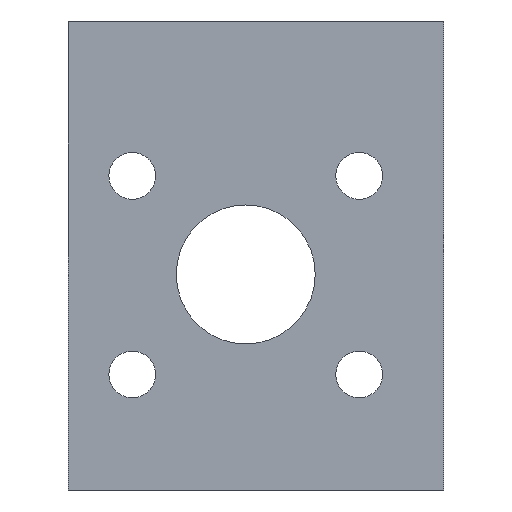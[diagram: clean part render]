
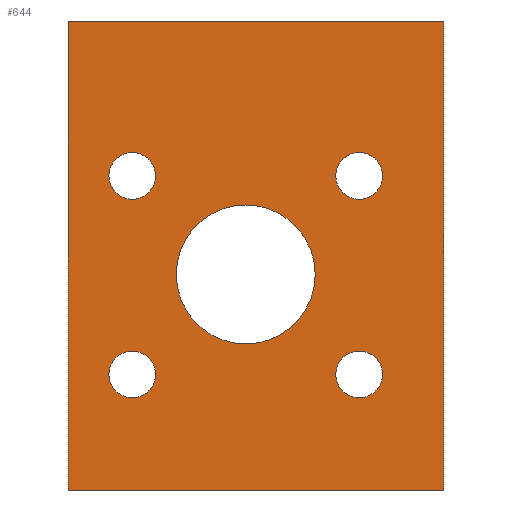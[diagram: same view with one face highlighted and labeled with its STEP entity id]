
A CAD part, front view. The second image highlights one B-rep face of the part: STEP entity #644.
In plain terms, the highlighted planar face has unit normal (0, -1, 0).
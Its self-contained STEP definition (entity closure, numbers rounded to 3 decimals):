
#7 = CARTESIAN_POINT ( 'NONE',  ( 4.526, 0., -24.85 ) ) ;
#16 = DIRECTION ( 'NONE',  ( 0., 0., 1. ) ) ;
#21 = ORIENTED_EDGE ( 'NONE', *, *, #67, .T. ) ;
#33 = EDGE_CURVE ( 'NONE', #156, #126, #344, .T. ) ;
#36 = EDGE_LOOP ( 'NONE', ( #91, #266 ) ) ;
#41 = FACE_BOUND ( 'NONE', #36, .T. ) ;
#46 = CARTESIAN_POINT ( 'NONE',  ( 12.526, 0., -17.8 ) ) ;
#48 = CARTESIAN_POINT ( 'NONE',  ( 26.5, 0., 0. ) ) ;
#54 = CARTESIAN_POINT ( 'NONE',  ( 20.526, 0., -10.85 ) ) ;
#55 = CIRCLE ( 'NONE', #330, 1.65 ) ;
#56 = VECTOR ( 'NONE', #140, 1000. ) ;
#58 = DIRECTION ( 'NONE',  ( 0., 0., 1. ) ) ;
#59 = LINE ( 'NONE', #388, #497 ) ;
#67 = EDGE_CURVE ( 'NONE', #624, #493, #424, .T. ) ;
#74 = DIRECTION ( 'NONE',  ( 0., 1., 0. ) ) ;
#77 = DIRECTION ( 'NONE',  ( 0., 0., 1. ) ) ;
#80 = AXIS2_PLACEMENT_3D ( 'NONE', #54, #512, #635 ) ;
#91 = ORIENTED_EDGE ( 'NONE', *, *, #33, .T. ) ;
#98 = FACE_OUTER_BOUND ( 'NONE', #194, .T. ) ;
#105 = FACE_BOUND ( 'NONE', #403, .T. ) ;
#107 = EDGE_CURVE ( 'NONE', #137, #280, #756, .T. ) ;
#112 = CIRCLE ( 'NONE', #703, 1.65 ) ;
#117 = EDGE_CURVE ( 'NONE', #302, #539, #283, .T. ) ;
#120 = CARTESIAN_POINT ( 'NONE',  ( 0., 0., -33. ) ) ;
#121 = DIRECTION ( 'NONE',  ( -1., 0., 0. ) ) ;
#124 = AXIS2_PLACEMENT_3D ( 'NONE', #474, #733, #16 ) ;
#126 = VERTEX_POINT ( 'NONE', #750 ) ;
#132 = VERTEX_POINT ( 'NONE', #609 ) ;
#137 = VERTEX_POINT ( 'NONE', #712 ) ;
#140 = DIRECTION ( 'NONE',  ( 0., 0., -1. ) ) ;
#144 = AXIS2_PLACEMENT_3D ( 'NONE', #235, #293, #223 ) ;
#148 = DIRECTION ( 'NONE',  ( 0., 0., -1. ) ) ;
#152 = CARTESIAN_POINT ( 'NONE',  ( 0., 0., 0. ) ) ;
#156 = VERTEX_POINT ( 'NONE', #198 ) ;
#179 = EDGE_CURVE ( 'NONE', #493, #624, #463, .T. ) ;
#185 = CARTESIAN_POINT ( 'NONE',  ( 12.526, 0., -22.7 ) ) ;
#194 = EDGE_LOOP ( 'NONE', ( #558, #720, #357, #781 ) ) ;
#198 = CARTESIAN_POINT ( 'NONE',  ( 20.526, 0., -12.5 ) ) ;
#214 = EDGE_CURVE ( 'NONE', #280, #137, #519, .T. ) ;
#217 = EDGE_LOOP ( 'NONE', ( #385, #21 ) ) ;
#223 = DIRECTION ( 'NONE',  ( 0., 0., 1. ) ) ;
#231 = CARTESIAN_POINT ( 'NONE',  ( 0., 0., 0. ) ) ;
#235 = CARTESIAN_POINT ( 'NONE',  ( 4.526, 0., -24.85 ) ) ;
#239 = CARTESIAN_POINT ( 'NONE',  ( 0., 0., 0. ) ) ;
#243 = VECTOR ( 'NONE', #625, 1000. ) ;
#253 = CARTESIAN_POINT ( 'NONE',  ( 20.526, 0., -26.5 ) ) ;
#260 = AXIS2_PLACEMENT_3D ( 'NONE', #663, #74, #532 ) ;
#261 = VERTEX_POINT ( 'NONE', #366 ) ;
#266 = ORIENTED_EDGE ( 'NONE', *, *, #272, .T. ) ;
#268 = CIRCLE ( 'NONE', #144, 1.65 ) ;
#271 = DIRECTION ( 'NONE',  ( 0., 1., 0. ) ) ;
#272 = EDGE_CURVE ( 'NONE', #126, #156, #55, .T. ) ;
#280 = VERTEX_POINT ( 'NONE', #185 ) ;
#283 = LINE ( 'NONE', #152, #243 ) ;
#286 = ORIENTED_EDGE ( 'NONE', *, *, #488, .T. ) ;
#293 = DIRECTION ( 'NONE',  ( 0., 1., 0. ) ) ;
#296 = PLANE ( 'NONE',  #678 ) ;
#299 = ORIENTED_EDGE ( 'NONE', *, *, #214, .T. ) ;
#302 = VERTEX_POINT ( 'NONE', #120 ) ;
#304 = AXIS2_PLACEMENT_3D ( 'NONE', #435, #441, #378 ) ;
#320 = LINE ( 'NONE', #709, #597 ) ;
#330 = AXIS2_PLACEMENT_3D ( 'NONE', #446, #271, #58 ) ;
#333 = DIRECTION ( 'NONE',  ( 0., 1., 0. ) ) ;
#344 = CIRCLE ( 'NONE', #80, 1.65 ) ;
#353 = VERTEX_POINT ( 'NONE', #253 ) ;
#357 = ORIENTED_EDGE ( 'NONE', *, *, #453, .F. ) ;
#364 = EDGE_CURVE ( 'NONE', #132, #353, #548, .T. ) ;
#366 = CARTESIAN_POINT ( 'NONE',  ( 26.5, 0., -33. ) ) ;
#378 = DIRECTION ( 'NONE',  ( 0., 0., 1. ) ) ;
#385 = ORIENTED_EDGE ( 'NONE', *, *, #179, .T. ) ;
#388 = CARTESIAN_POINT ( 'NONE',  ( 0., 0., 0. ) ) ;
#393 = DIRECTION ( 'NONE',  ( 0., 1., 0. ) ) ;
#399 = VERTEX_POINT ( 'NONE', #621 ) ;
#403 = EDGE_LOOP ( 'NONE', ( #286, #549 ) ) ;
#410 = CARTESIAN_POINT ( 'NONE',  ( 4.526, 0., -12.5 ) ) ;
#424 = CIRCLE ( 'NONE', #304, 1.65 ) ;
#435 = CARTESIAN_POINT ( 'NONE',  ( 4.526, 0., -10.85 ) ) ;
#438 = FACE_BOUND ( 'NONE', #217, .T. ) ;
#441 = DIRECTION ( 'NONE',  ( 0., 1., 0. ) ) ;
#446 = CARTESIAN_POINT ( 'NONE',  ( 20.526, 0., -10.85 ) ) ;
#453 = EDGE_CURVE ( 'NONE', #737, #261, #541, .T. ) ;
#463 = CIRCLE ( 'NONE', #260, 1.65 ) ;
#472 = CARTESIAN_POINT ( 'NONE',  ( 26.5, 0., 0. ) ) ;
#474 = CARTESIAN_POINT ( 'NONE',  ( 12.526, 0., -17.8 ) ) ;
#486 = FACE_BOUND ( 'NONE', #736, .T. ) ;
#488 = EDGE_CURVE ( 'NONE', #353, #132, #112, .T. ) ;
#493 = VERTEX_POINT ( 'NONE', #410 ) ;
#495 = DIRECTION ( 'NONE',  ( 0., -1., 0. ) ) ;
#497 = VECTOR ( 'NONE', #531, 1000. ) ;
#512 = DIRECTION ( 'NONE',  ( 0., 1., 0. ) ) ;
#516 = ORIENTED_EDGE ( 'NONE', *, *, #107, .T. ) ;
#519 = CIRCLE ( 'NONE', #805, 4.9 ) ;
#522 = CARTESIAN_POINT ( 'NONE',  ( 20.526, 0., -24.85 ) ) ;
#531 = DIRECTION ( 'NONE',  ( 1., 0., 0. ) ) ;
#532 = DIRECTION ( 'NONE',  ( 0., 0., 1. ) ) ;
#539 = VERTEX_POINT ( 'NONE', #239 ) ;
#541 = LINE ( 'NONE', #472, #56 ) ;
#548 = CIRCLE ( 'NONE', #575, 1.65 ) ;
#549 = ORIENTED_EDGE ( 'NONE', *, *, #364, .T. ) ;
#551 = FACE_BOUND ( 'NONE', #653, .T. ) ;
#558 = ORIENTED_EDGE ( 'NONE', *, *, #117, .F. ) ;
#569 = DIRECTION ( 'NONE',  ( 0., 1., 0. ) ) ;
#575 = AXIS2_PLACEMENT_3D ( 'NONE', #522, #333, #645 ) ;
#597 = VECTOR ( 'NONE', #121, 1000. ) ;
#609 = CARTESIAN_POINT ( 'NONE',  ( 20.526, 0., -23.2 ) ) ;
#614 = EDGE_CURVE ( 'NONE', #399, #662, #268, .T. ) ;
#617 = ORIENTED_EDGE ( 'NONE', *, *, #772, .T. ) ;
#621 = CARTESIAN_POINT ( 'NONE',  ( 4.526, 0., -23.2 ) ) ;
#624 = VERTEX_POINT ( 'NONE', #755 ) ;
#625 = DIRECTION ( 'NONE',  ( 0., 0., 1. ) ) ;
#635 = DIRECTION ( 'NONE',  ( 0., 0., 1. ) ) ;
#644 = ADVANCED_FACE ( 'NONE', ( #438, #551, #98, #486, #105, #41 ), #296, .T. ) ;
#645 = DIRECTION ( 'NONE',  ( 0., 0., -1. ) ) ;
#653 = EDGE_LOOP ( 'NONE', ( #617, #684 ) ) ;
#662 = VERTEX_POINT ( 'NONE', #830 ) ;
#663 = CARTESIAN_POINT ( 'NONE',  ( 4.526, 0., -10.85 ) ) ;
#673 = EDGE_CURVE ( 'NONE', #261, #302, #320, .T. ) ;
#678 = AXIS2_PLACEMENT_3D ( 'NONE', #231, #495, #759 ) ;
#684 = ORIENTED_EDGE ( 'NONE', *, *, #614, .T. ) ;
#694 = CIRCLE ( 'NONE', #797, 1.65 ) ;
#703 = AXIS2_PLACEMENT_3D ( 'NONE', #734, #740, #148 ) ;
#709 = CARTESIAN_POINT ( 'NONE',  ( 0., 0., -33. ) ) ;
#712 = CARTESIAN_POINT ( 'NONE',  ( 12.526, 0., -12.9 ) ) ;
#720 = ORIENTED_EDGE ( 'NONE', *, *, #673, .F. ) ;
#733 = DIRECTION ( 'NONE',  ( 0., 1., 0. ) ) ;
#734 = CARTESIAN_POINT ( 'NONE',  ( 20.526, 0., -24.85 ) ) ;
#736 = EDGE_LOOP ( 'NONE', ( #299, #516 ) ) ;
#737 = VERTEX_POINT ( 'NONE', #48 ) ;
#740 = DIRECTION ( 'NONE',  ( 0., 1., 0. ) ) ;
#750 = CARTESIAN_POINT ( 'NONE',  ( 20.526, 0., -9.2 ) ) ;
#755 = CARTESIAN_POINT ( 'NONE',  ( 4.526, 0., -9.2 ) ) ;
#756 = CIRCLE ( 'NONE', #124, 4.9 ) ;
#759 = DIRECTION ( 'NONE',  ( 0., 0., -1. ) ) ;
#764 = DIRECTION ( 'NONE',  ( 0., 0., 1. ) ) ;
#772 = EDGE_CURVE ( 'NONE', #662, #399, #694, .T. ) ;
#781 = ORIENTED_EDGE ( 'NONE', *, *, #815, .F. ) ;
#797 = AXIS2_PLACEMENT_3D ( 'NONE', #7, #393, #77 ) ;
#805 = AXIS2_PLACEMENT_3D ( 'NONE', #46, #569, #764 ) ;
#815 = EDGE_CURVE ( 'NONE', #539, #737, #59, .T. ) ;
#830 = CARTESIAN_POINT ( 'NONE',  ( 4.526, 0., -26.5 ) ) ;
